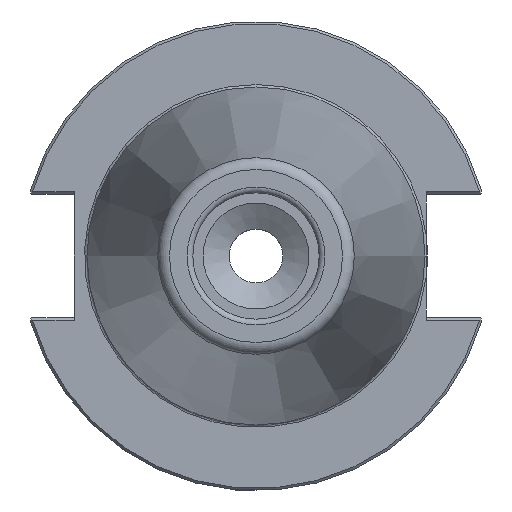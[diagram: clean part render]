
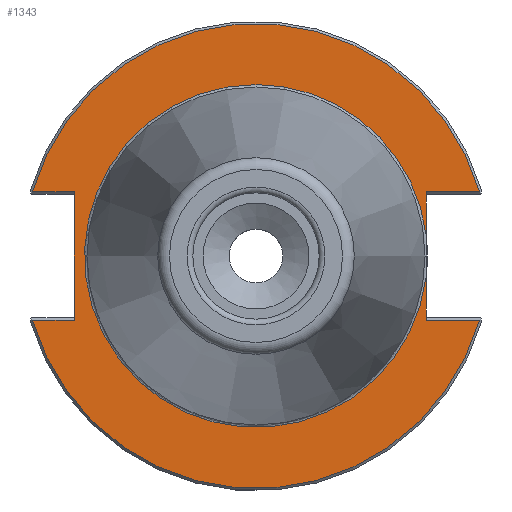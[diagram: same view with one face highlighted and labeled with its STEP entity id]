
A CAD part, left-side view. The second image highlights one B-rep face of the part: STEP entity #1343.
In plain terms, the highlighted planar face has unit normal (-1, 0, 0).
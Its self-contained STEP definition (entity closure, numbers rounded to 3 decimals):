
#76=PLANE('',#1459);
#120=CIRCLE('',#1457,48.249);
#122=CIRCLE('',#1460,35.579);
#123=CIRCLE('',#1461,35.579);
#124=CIRCLE('',#1462,48.249);
#224=FACE_OUTER_BOUND('',#295,.T.);
#295=EDGE_LOOP('',(#999,#1000,#1001,#1002,#1003,#1004,#1005,#1006,#1007,
#1008,#1009));
#383=LINE('',#2249,#458);
#386=LINE('',#2308,#461);
#387=LINE('',#2314,#462);
#388=LINE('',#2316,#463);
#389=LINE('',#2320,#464);
#390=LINE('',#2322,#465);
#391=LINE('',#2323,#466);
#458=VECTOR('',#1688,10.);
#461=VECTOR('',#1707,10.);
#462=VECTOR('',#1712,10.);
#463=VECTOR('',#1713,10.);
#464=VECTOR('',#1716,10.);
#465=VECTOR('',#1717,10.);
#466=VECTOR('',#1718,10.);
#573=VERTEX_POINT('',#2246);
#574=VERTEX_POINT('',#2248);
#582=VERTEX_POINT('',#2295);
#585=VERTEX_POINT('',#2307);
#586=VERTEX_POINT('',#2309);
#587=VERTEX_POINT('',#2311);
#588=VERTEX_POINT('',#2313);
#589=VERTEX_POINT('',#2315);
#590=VERTEX_POINT('',#2317);
#591=VERTEX_POINT('',#2319);
#592=VERTEX_POINT('',#2321);
#736=EDGE_CURVE('',#573,#574,#383,.T.);
#748=EDGE_CURVE('',#574,#582,#120,.T.);
#752=EDGE_CURVE('',#573,#585,#386,.T.);
#753=EDGE_CURVE('',#585,#586,#122,.T.);
#754=EDGE_CURVE('',#586,#587,#123,.T.);
#755=EDGE_CURVE('',#587,#588,#387,.T.);
#756=EDGE_CURVE('',#589,#588,#388,.T.);
#757=EDGE_CURVE('',#590,#589,#124,.T.);
#758=EDGE_CURVE('',#591,#590,#389,.T.);
#759=EDGE_CURVE('',#591,#592,#390,.T.);
#760=EDGE_CURVE('',#582,#592,#391,.T.);
#999=ORIENTED_EDGE('',*,*,#736,.F.);
#1000=ORIENTED_EDGE('',*,*,#752,.T.);
#1001=ORIENTED_EDGE('',*,*,#753,.T.);
#1002=ORIENTED_EDGE('',*,*,#754,.T.);
#1003=ORIENTED_EDGE('',*,*,#755,.T.);
#1004=ORIENTED_EDGE('',*,*,#756,.F.);
#1005=ORIENTED_EDGE('',*,*,#757,.F.);
#1006=ORIENTED_EDGE('',*,*,#758,.F.);
#1007=ORIENTED_EDGE('',*,*,#759,.T.);
#1008=ORIENTED_EDGE('',*,*,#760,.F.);
#1009=ORIENTED_EDGE('',*,*,#748,.F.);
#1343=ADVANCED_FACE('',(#224),#76,.T.);
#1457=AXIS2_PLACEMENT_3D('',#2296,#1701,#1702);
#1459=AXIS2_PLACEMENT_3D('',#2306,#1705,#1706);
#1460=AXIS2_PLACEMENT_3D('',#2310,#1708,#1709);
#1461=AXIS2_PLACEMENT_3D('',#2312,#1710,#1711);
#1462=AXIS2_PLACEMENT_3D('',#2318,#1714,#1715);
#1688=DIRECTION('',(0.,-1.,0.));
#1701=DIRECTION('center_axis',(1.,0.,0.));
#1702=DIRECTION('ref_axis',(0.,0.,-1.));
#1705=DIRECTION('center_axis',(-1.,0.,0.));
#1706=DIRECTION('ref_axis',(0.,0.,1.));
#1707=DIRECTION('',(0.,0.,1.));
#1708=DIRECTION('center_axis',(1.,0.,0.));
#1709=DIRECTION('ref_axis',(0.,0.,-1.));
#1710=DIRECTION('center_axis',(1.,0.,0.));
#1711=DIRECTION('ref_axis',(0.,0.,-1.));
#1712=DIRECTION('',(0.,0.,1.));
#1713=DIRECTION('',(0.,1.,0.));
#1714=DIRECTION('center_axis',(1.,0.,0.));
#1715=DIRECTION('ref_axis',(0.,0.,-1.));
#1716=DIRECTION('',(0.,1.,0.));
#1717=DIRECTION('',(0.,0.,-1.));
#1718=DIRECTION('',(0.,-1.,0.));
#2246=CARTESIAN_POINT('',(1.5,-35.3,-13.325));
#2248=CARTESIAN_POINT('',(1.5,-46.373,-13.325));
#2249=CARTESIAN_POINT('',(1.5,-13.707,-13.325));
#2295=CARTESIAN_POINT('',(1.5,46.373,-13.325));
#2296=CARTESIAN_POINT('Origin',(1.5,0.,0.));
#2306=CARTESIAN_POINT('Origin',(1.5,48.249,0.));
#2307=CARTESIAN_POINT('',(1.5,-35.3,-4.449));
#2308=CARTESIAN_POINT('',(1.5,-35.3,-6.413));
#2309=CARTESIAN_POINT('',(1.5,0.,35.579));
#2310=CARTESIAN_POINT('Origin',(1.5,0.,0.));
#2311=CARTESIAN_POINT('',(1.5,-35.3,4.449));
#2312=CARTESIAN_POINT('Origin',(1.5,0.,0.));
#2313=CARTESIAN_POINT('',(1.5,-35.3,13.325));
#2314=CARTESIAN_POINT('',(1.5,-35.3,-6.413));
#2315=CARTESIAN_POINT('',(1.5,-46.373,13.325));
#2316=CARTESIAN_POINT('',(1.5,6.475,13.325));
#2317=CARTESIAN_POINT('',(1.5,46.373,13.325));
#2318=CARTESIAN_POINT('Origin',(1.5,0.,0.));
#2319=CARTESIAN_POINT('',(1.5,37.7,13.325));
#2320=CARTESIAN_POINT('',(1.5,61.395,13.325));
#2321=CARTESIAN_POINT('',(1.5,37.7,-13.325));
#2322=CARTESIAN_POINT('',(1.5,37.7,6.413));
#2323=CARTESIAN_POINT('',(1.5,42.975,-13.325));
